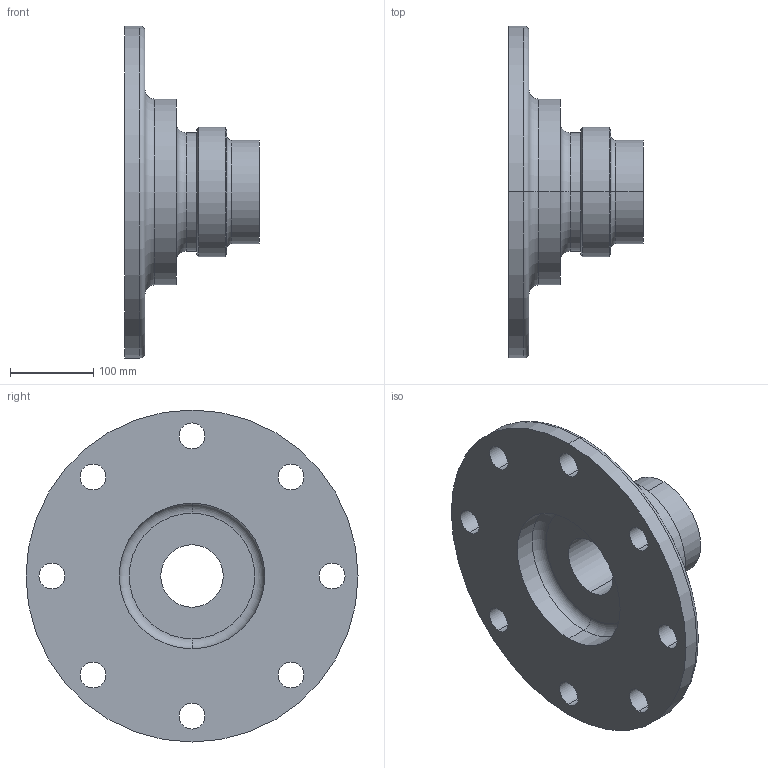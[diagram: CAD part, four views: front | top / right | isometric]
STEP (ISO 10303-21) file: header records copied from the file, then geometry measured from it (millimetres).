
FILE_DESCRIPTION(('produced by SPATIAL CORP'),'2;1');
FILE_NAME( 'flange.hh.sat.stp','2002-04-22T10:02:39+00:00',('SPATIAL CORP'),('SPATIAL CORP'), 'ACIS STEP Husk','http://www.spatial.com','SPATIAL CORP');
FILE_SCHEMA(('CONFIG_CONTROL_DESIGN'));
Length unit declared in the file: millimetre
Products named in the file (1): PRODUCT_ID_1
Bounding box: 162.4 x 400 x 400 mm (x, y, z)
Volume: 9118810.8 mm3; surface area: 785877 mm2
Topology: 2 solids, 2 shells, 102 faces, 236 edges, 148 vertices
Faces by surface type: cylinder 60, torus 20, plane 14, cone 8
Entity records: 2579 total; most frequent: ORIENTED_EDGE 472, DIRECTION 392, CARTESIAN_POINT 378, EDGE_CURVE 236, AXIS2_PLACEMENT_3D 162, VERTEX_POINT 148, EDGE_LOOP 148, FACE_BOUND 148
